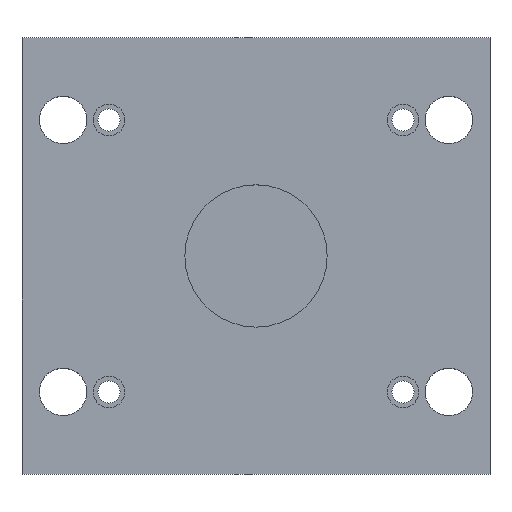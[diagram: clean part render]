
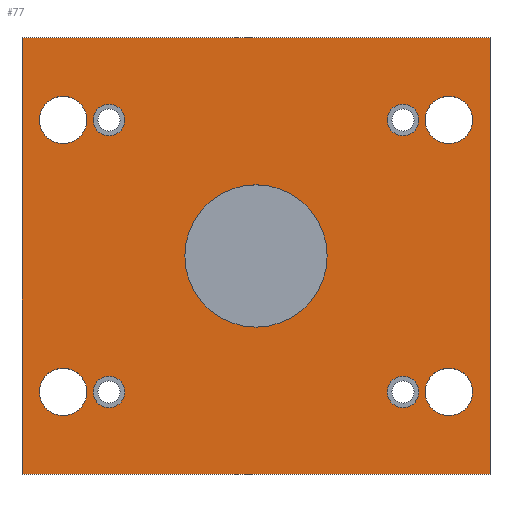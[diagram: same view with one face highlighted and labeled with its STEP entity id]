
A CAD part, top view. The second image highlights one B-rep face of the part: STEP entity #77.
In plain terms, the highlighted planar face has unit normal (0, 0, 1).
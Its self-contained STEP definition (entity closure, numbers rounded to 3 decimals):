
#77 = ADVANCED_FACE( '', ( #103, #104, #105, #106, #107, #108, #109, #110, #111, #112 ), #113, .T. );
#103 = FACE_OUTER_BOUND( '', #185, .T. );
#104 = FACE_BOUND( '', #186, .T. );
#105 = FACE_BOUND( '', #187, .T. );
#106 = FACE_BOUND( '', #188, .T. );
#107 = FACE_BOUND( '', #189, .T. );
#108 = FACE_BOUND( '', #190, .T. );
#109 = FACE_BOUND( '', #191, .T. );
#110 = FACE_BOUND( '', #192, .T. );
#111 = FACE_BOUND( '', #193, .T. );
#112 = FACE_BOUND( '', #194, .T. );
#113 = PLANE( '', #195 );
#185 = EDGE_LOOP( '', ( #267, #268, #269, #270 ) );
#186 = EDGE_LOOP( '', ( #271 ) );
#187 = EDGE_LOOP( '', ( #272 ) );
#188 = EDGE_LOOP( '', ( #273 ) );
#189 = EDGE_LOOP( '', ( #274 ) );
#190 = EDGE_LOOP( '', ( #275 ) );
#191 = EDGE_LOOP( '', ( #276 ) );
#192 = EDGE_LOOP( '', ( #277 ) );
#193 = EDGE_LOOP( '', ( #278 ) );
#194 = EDGE_LOOP( '', ( #279 ) );
#195 = AXIS2_PLACEMENT_3D( '', #280, #281, #282 );
#267 = ORIENTED_EDGE( '', *, *, #415, .T. );
#268 = ORIENTED_EDGE( '', *, *, #416, .T. );
#269 = ORIENTED_EDGE( '', *, *, #417, .T. );
#270 = ORIENTED_EDGE( '', *, *, #418, .T. );
#271 = ORIENTED_EDGE( '', *, *, #419, .T. );
#272 = ORIENTED_EDGE( '', *, *, #420, .T. );
#273 = ORIENTED_EDGE( '', *, *, #421, .T. );
#274 = ORIENTED_EDGE( '', *, *, #422, .T. );
#275 = ORIENTED_EDGE( '', *, *, #423, .F. );
#276 = ORIENTED_EDGE( '', *, *, #424, .F. );
#277 = ORIENTED_EDGE( '', *, *, #425, .F. );
#278 = ORIENTED_EDGE( '', *, *, #426, .F. );
#279 = ORIENTED_EDGE( '', *, *, #427, .T. );
#280 = CARTESIAN_POINT( '', ( -148., 138., 27. ) );
#281 = DIRECTION( '', ( 0., 0., 1. ) );
#282 = DIRECTION( '', ( 1., 0., 0. ) );
#415 = EDGE_CURVE( '', #453, #454, #455, .T. );
#416 = EDGE_CURVE( '', #454, #456, #457, .T. );
#417 = EDGE_CURVE( '', #456, #458, #459, .T. );
#418 = EDGE_CURVE( '', #458, #453, #460, .T. );
#419 = EDGE_CURVE( '', #461, #461, #462, .T. );
#420 = EDGE_CURVE( '', #463, #463, #464, .T. );
#421 = EDGE_CURVE( '', #465, #465, #466, .T. );
#422 = EDGE_CURVE( '', #467, #467, #468, .T. );
#423 = EDGE_CURVE( '', #469, #469, #470, .T. );
#424 = EDGE_CURVE( '', #471, #471, #472, .T. );
#425 = EDGE_CURVE( '', #473, #473, #474, .T. );
#426 = EDGE_CURVE( '', #475, #475, #476, .T. );
#427 = EDGE_CURVE( '', #477, #477, #478, .T. );
#453 = VERTEX_POINT( '', #525 );
#454 = VERTEX_POINT( '', #526 );
#455 = LINE( '', #527, #528 );
#456 = VERTEX_POINT( '', #529 );
#457 = LINE( '', #530, #531 );
#458 = VERTEX_POINT( '', #532 );
#459 = LINE( '', #533, #534 );
#460 = LINE( '', #535, #536 );
#461 = VERTEX_POINT( '', #537 );
#462 = CIRCLE( '', #538, 10. );
#463 = VERTEX_POINT( '', #539 );
#464 = CIRCLE( '', #540, 10. );
#465 = VERTEX_POINT( '', #541 );
#466 = CIRCLE( '', #542, 10. );
#467 = VERTEX_POINT( '', #543 );
#468 = CIRCLE( '', #544, 10. );
#469 = VERTEX_POINT( '', #545 );
#470 = CIRCLE( '', #546, 15. );
#471 = VERTEX_POINT( '', #547 );
#472 = CIRCLE( '', #548, 15. );
#473 = VERTEX_POINT( '', #549 );
#474 = CIRCLE( '', #550, 15. );
#475 = VERTEX_POINT( '', #551 );
#476 = CIRCLE( '', #552, 15. );
#477 = VERTEX_POINT( '', #553 );
#478 = CIRCLE( '', #554, 45. );
#525 = CARTESIAN_POINT( '', ( 148., 138., 27. ) );
#526 = CARTESIAN_POINT( '', ( -148., 138., 27. ) );
#527 = CARTESIAN_POINT( '', ( 148., 138., 27. ) );
#528 = VECTOR( '', #609, 1000. );
#529 = CARTESIAN_POINT( '', ( -148., -138., 27. ) );
#530 = CARTESIAN_POINT( '', ( -148., 138., 27. ) );
#531 = VECTOR( '', #610, 1000. );
#532 = CARTESIAN_POINT( '', ( 148., -138., 27. ) );
#533 = CARTESIAN_POINT( '', ( -148., -138., 27. ) );
#534 = VECTOR( '', #611, 1000. );
#535 = CARTESIAN_POINT( '', ( 148., -138., 27. ) );
#536 = VECTOR( '', #612, 1000. );
#537 = CARTESIAN_POINT( '', ( -93., -96., 27. ) );
#538 = AXIS2_PLACEMENT_3D( '', #613, #614, #615 );
#539 = CARTESIAN_POINT( '', ( 93., -96., 27. ) );
#540 = AXIS2_PLACEMENT_3D( '', #616, #617, #618 );
#541 = CARTESIAN_POINT( '', ( 93., 76., 27. ) );
#542 = AXIS2_PLACEMENT_3D( '', #619, #620, #621 );
#543 = CARTESIAN_POINT( '', ( -93., 76., 27. ) );
#544 = AXIS2_PLACEMENT_3D( '', #622, #623, #624 );
#545 = CARTESIAN_POINT( '', ( -107., 86., 27. ) );
#546 = AXIS2_PLACEMENT_3D( '', #625, #626, #627 );
#547 = CARTESIAN_POINT( '', ( 137., 86., 27. ) );
#548 = AXIS2_PLACEMENT_3D( '', #628, #629, #630 );
#549 = CARTESIAN_POINT( '', ( -107., -86., 27. ) );
#550 = AXIS2_PLACEMENT_3D( '', #631, #632, #633 );
#551 = CARTESIAN_POINT( '', ( 137., -86., 27. ) );
#552 = AXIS2_PLACEMENT_3D( '', #634, #635, #636 );
#553 = CARTESIAN_POINT( '', ( 0., 45., 27. ) );
#554 = AXIS2_PLACEMENT_3D( '', #637, #638, #639 );
#609 = DIRECTION( '', ( -1., 0., 0. ) );
#610 = DIRECTION( '', ( 0., -1., 0. ) );
#611 = DIRECTION( '', ( 1., 0., 0. ) );
#612 = DIRECTION( '', ( 0., 1., 0. ) );
#613 = CARTESIAN_POINT( '', ( -93., -86., 27. ) );
#614 = DIRECTION( '', ( 0., 0., -1. ) );
#615 = DIRECTION( '', ( 0., -1., 0. ) );
#616 = CARTESIAN_POINT( '', ( 93., -86., 27. ) );
#617 = DIRECTION( '', ( 0., 0., -1. ) );
#618 = DIRECTION( '', ( 0., -1., 0. ) );
#619 = CARTESIAN_POINT( '', ( 93., 86., 27. ) );
#620 = DIRECTION( '', ( 0., 0., -1. ) );
#621 = DIRECTION( '', ( 0., -1., 0. ) );
#622 = CARTESIAN_POINT( '', ( -93., 86., 27. ) );
#623 = DIRECTION( '', ( 0., 0., -1. ) );
#624 = DIRECTION( '', ( 0., -1., 0. ) );
#625 = CARTESIAN_POINT( '', ( -122., 86., 27. ) );
#626 = DIRECTION( '', ( 0., 0., 1. ) );
#627 = DIRECTION( '', ( 1., 0., 0. ) );
#628 = CARTESIAN_POINT( '', ( 122., 86., 27. ) );
#629 = DIRECTION( '', ( 0., 0., 1. ) );
#630 = DIRECTION( '', ( 1., 0., 0. ) );
#631 = CARTESIAN_POINT( '', ( -122., -86., 27. ) );
#632 = DIRECTION( '', ( 0., 0., 1. ) );
#633 = DIRECTION( '', ( 1., 0., 0. ) );
#634 = CARTESIAN_POINT( '', ( 122., -86., 27. ) );
#635 = DIRECTION( '', ( 0., 0., 1. ) );
#636 = DIRECTION( '', ( 1., 0., 0. ) );
#637 = CARTESIAN_POINT( '', ( 0., 0., 27. ) );
#638 = DIRECTION( '', ( 0., 0., -1. ) );
#639 = DIRECTION( '', ( 0., 1., 0. ) );
